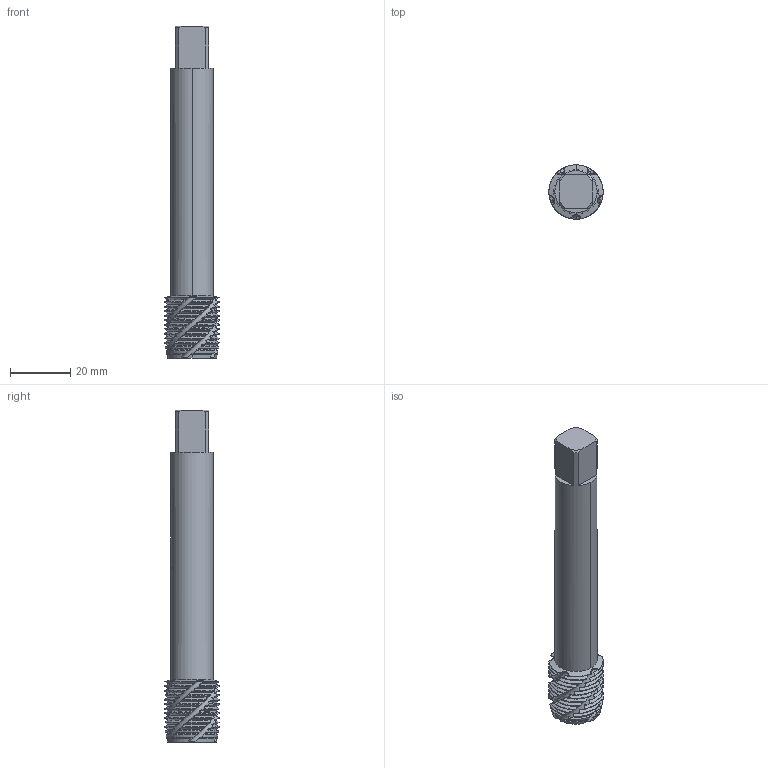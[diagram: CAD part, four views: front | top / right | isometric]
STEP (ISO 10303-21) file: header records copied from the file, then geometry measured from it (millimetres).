
FILE_DESCRIPTION(('no description'),'unknown implementation level');
FILE_NAME('solidxvBtJwSbTfFDSErUs6UZpPHCKXg_1.STP',' ',('CIM GmbH Aachen'),('CADClick - KiM GmbH - www.kimweb.de'),'unknown preprocess','ACIS','unknown authorization');
FILE_SCHEMA(('automotive_design'));
Length unit declared in the file: millimetre
Products named in the file (2): 1; 2
Bounding box: 18 x 18 x 110 mm (x, y, z)
Volume: 17744.4 mm3; surface area: 8075.6 mm2
Topology: 2 solids, 2 shells, 440 faces, 1261 edges, 825 vertices
Faces by surface type: cone 204, cylinder 174, bspline 40, plane 17, revolution 5
Entity records: 40034 total; most frequent: CARTESIAN_POINT 15797, STYLED_ITEM 2508, PRESENTATION_STYLE_ASSIGNMENT 2508, COLOUR_RGB 2508, ORIENTED_EDGE 2502, DIRECTION 1813, EDGE_CURVE 1251, CURVE_STYLE 1251
